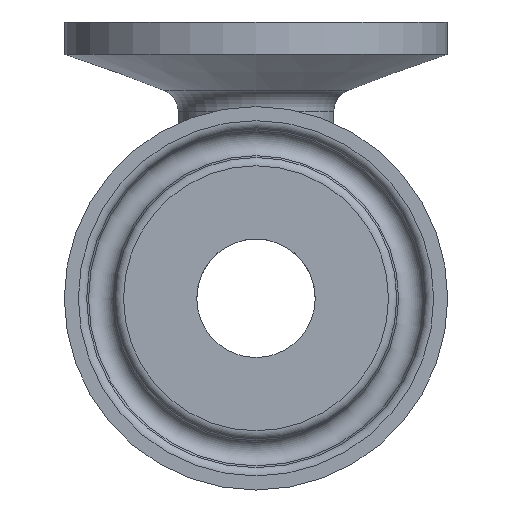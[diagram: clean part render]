
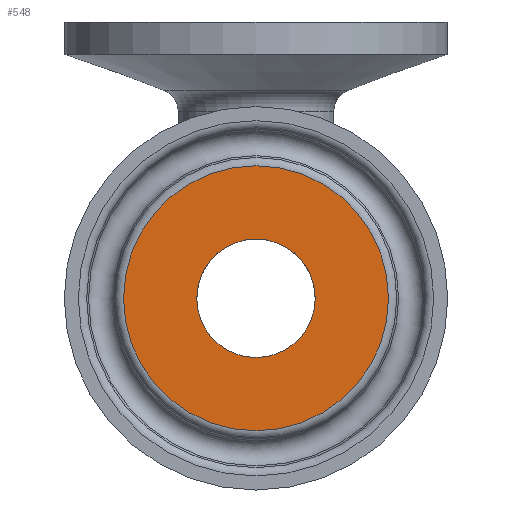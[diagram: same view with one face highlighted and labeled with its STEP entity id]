
A CAD part, left-side view. The second image highlights one B-rep face of the part: STEP entity #548.
In plain terms, the highlighted planar face has unit normal (-1, 0, 0).
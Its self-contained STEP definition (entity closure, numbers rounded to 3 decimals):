
#17=FACE_BOUND('',#138,.T.);
#23=PLANE('',#638);
#101=FACE_OUTER_BOUND('',#137,.T.);
#137=EDGE_LOOP('',(#437));
#138=EDGE_LOOP('',(#438));
#186=CIRCLE('',#631,11.747);
#192=CIRCLE('',#639,5.25);
#243=VERTEX_POINT('',#982);
#248=VERTEX_POINT('',#996);
#309=EDGE_CURVE('',#243,#243,#186,.T.);
#316=EDGE_CURVE('',#248,#248,#192,.T.);
#437=ORIENTED_EDGE('',*,*,#309,.F.);
#438=ORIENTED_EDGE('',*,*,#316,.F.);
#548=ADVANCED_FACE('',(#101,#17),#23,.T.);
#631=AXIS2_PLACEMENT_3D('',#983,#785,#786);
#638=AXIS2_PLACEMENT_3D('',#995,#800,#801);
#639=AXIS2_PLACEMENT_3D('',#997,#802,#803);
#785=DIRECTION('center_axis',(1.,0.,0.));
#786=DIRECTION('ref_axis',(0.,0.,
1.));
#800=DIRECTION('center_axis',(-1.,0.,0.));
#801=DIRECTION('ref_axis',(0.,0.,-1.));
#802=DIRECTION('center_axis',(-1.,0.,0.));
#803=DIRECTION('ref_axis',(0.,0.,-1.));
#982=CARTESIAN_POINT('',(-55.,0.,-11.747));
#983=CARTESIAN_POINT('Origin',(-55.,0.,0.));
#995=CARTESIAN_POINT('Origin',(-55.,-5.25,0.));
#996=CARTESIAN_POINT('',(-55.,5.25,0.));
#997=CARTESIAN_POINT('Origin',(-55.,0.,0.));
